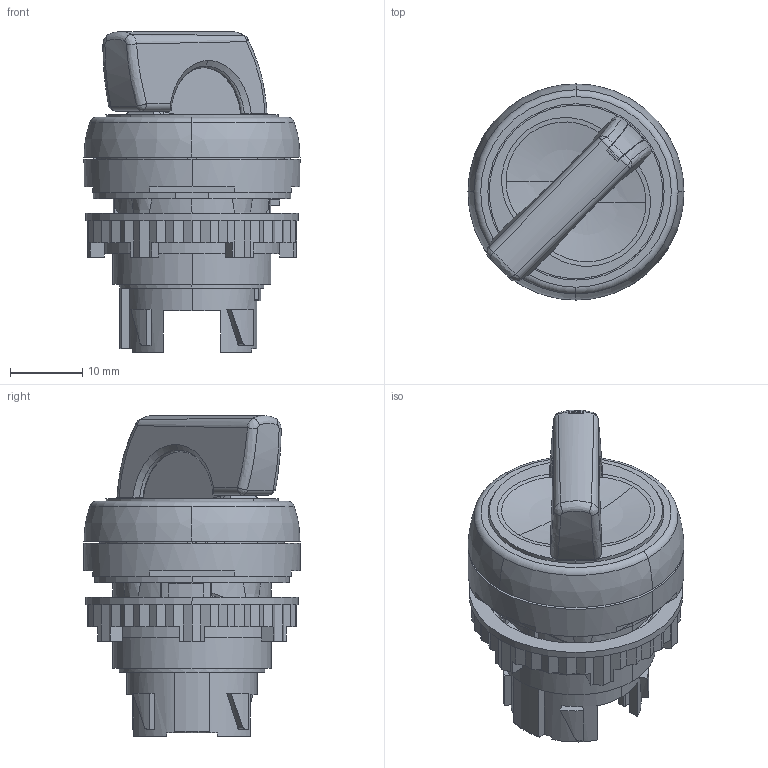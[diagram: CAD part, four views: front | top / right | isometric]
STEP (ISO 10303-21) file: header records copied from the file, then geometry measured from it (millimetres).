
FILE_DESCRIPTION(('STEP AP214'),'1');
FILE_NAME('L21KE03.stp','2008-04-28T13:48:10',(' '),('Legrand SA'),'XStep 1.0','TRANSCAD',' ');
FILE_SCHEMA(('automotive_design'));
Length unit declared in the file: millimetre
Products named in the file (9): Part1|Corps principal ( *SOL2 - wsp *MASTER -  )|Solide.1 (  de JELE 7120 : issu de *SOL2 - wsp *MASTER -  ) ( Brep de *SOL2 ); Part1|Corps de pièce.2 ( *SOL3 - wsp *MASTER -  )|Solide.2 (  de JELE 18034 : issu de *SOL3 - wsp *MASTER -  ) ( Brep de *SOL3 ); Part1|Corps de pièce.3 ( 054543000 - wsp *MASTER -  )|Solide.3 (  de JELE 28780 : issu de 054543000 - wsp *MASTER -  ) ( Brep de 054543000 ); Part1|Corps de pièce.4 ( *SOL5 - wsp *MASTER -  -Non Smart-  )|Solide.4 (  de JELE 13790 : issu de *SOL5 - wsp *MASTER -  ) ( Brep de *SOL5 ); Part1|Corps de pièce.5 ( *SOL6 - wsp *MASTER -  )|Solide.5 (  de JELE 14451 : issu de *SOL6 - wsp *MASTER -  ) ( Brep de *SOL6 ); Part1|Corps de pièce.6 ( *SOL7 - wsp *MASTER -  -Non Smart-  )|Solide.6 (  de JELE 7455 : issu de *SOL7 - wsp *MASTER -  ) ( Brep de *SOL7 ); Part1|Corps de pièce.7 ( *SOL8 - wsp *MASTER -  )|Solide.7 (  de JELE 22111 : issu de *SOL8 - wsp *MASTER -  ) ( Brep de *SOL8 ); Part1|Corps de pièce.8 ( 039712000 - wsp *MASTER -  )|Solide.8 (  de JELE 25016 : issu de 039712000 - wsp *MASTER -  ) ( Brep de 039712000 ); Part1|Corps de pièce.9 ( *SOL10 - wsp *MASTER -  -Non Smart-  )|Solide.9 (  de JELE 34188 : issu de *SOL10 - wsp *MASTER -  ) ( Brep de *SOL10 )
Bounding box: 29.9 x 29.9 x 44.39 mm (x, y, z)
Volume: 11271 mm3; surface area: 15922.7 mm2
Topology: 9 solids, 9 shells, 1252 faces, 3471 edges, 2232 vertices
Faces by surface type: plane 567, cylinder 355, bspline 267, cone 32, torus 23, sphere 8
Entity records: 60811 total; most frequent: CARTESIAN_POINT 19954, ORIENTED_EDGE 6922, DIRECTION 5345, EDGE_CURVE 3461, VERTEX_POINT 2232, AXIS2_PLACEMENT_3D 1833, LINE 1679, VECTOR 1679
